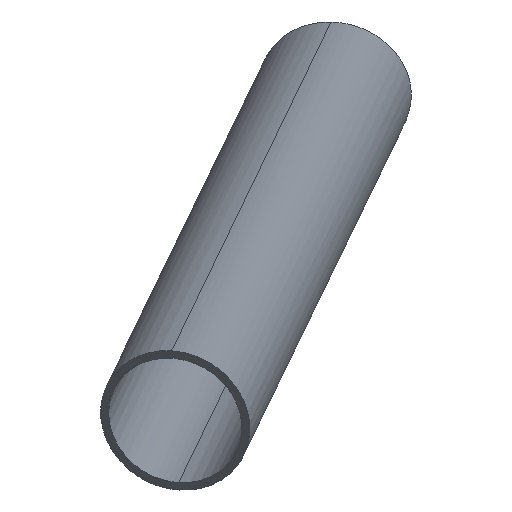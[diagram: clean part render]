
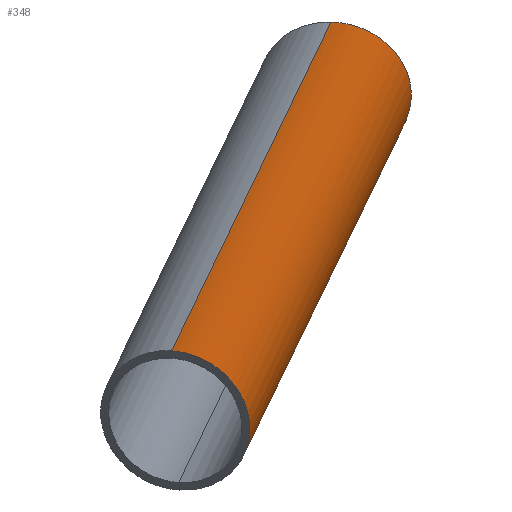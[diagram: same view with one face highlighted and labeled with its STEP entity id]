
A CAD part, left-side view. The second image highlights one B-rep face of the part: STEP entity #348.
In plain terms, the highlighted cylindrical face has radius 14 mm (diameter 28 mm), a partial arc.
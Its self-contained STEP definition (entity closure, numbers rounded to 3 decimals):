
#91=CARTESIAN_POINT('Vertex',(-1940.675,-303.548,120.283)) ;
#93=CARTESIAN_POINT('Vertex',(-1916.943,-304.944,94.959)) ;
#97=CARTESIAN_POINT('Control Point',(-1916.943,-304.944,94.959)) ;
#98=CARTESIAN_POINT('Control Point',(-1917.497,-305.896,94.899)) ;
#99=CARTESIAN_POINT('Control Point',(-1918.11,-306.82,94.918)) ;
#100=CARTESIAN_POINT('Control Point',(-1918.769,-307.706,95.009)) ;
#101=CARTESIAN_POINT('Control Point',(-1920.278,-309.541,95.347)) ;
#102=CARTESIAN_POINT('Control Point',(-1921.926,-311.178,95.958)) ;
#103=CARTESIAN_POINT('Control Point',(-1922.844,-312.001,96.358)) ;
#104=CARTESIAN_POINT('Control Point',(-1925.189,-313.9,97.514)) ;
#105=CARTESIAN_POINT('Control Point',(-1927.629,-315.404,99.027)) ;
#106=CARTESIAN_POINT('Control Point',(-1929.105,-316.158,100.045)) ;
#107=CARTESIAN_POINT('Control Point',(-1931.747,-317.234,102.051)) ;
#108=CARTESIAN_POINT('Control Point',(-1934.314,-317.761,104.341)) ;
#109=CARTESIAN_POINT('Control Point',(-1935.425,-317.88,105.406)) ;
#110=CARTESIAN_POINT('Control Point',(-1937.232,-317.867,107.272)) ;
#111=CARTESIAN_POINT('Control Point',(-1938.874,-317.455,109.233)) ;
#112=CARTESIAN_POINT('Control Point',(-1939.507,-317.217,110.041)) ;
#113=CARTESIAN_POINT('Control Point',(-1940.599,-316.637,111.548)) ;
#114=CARTESIAN_POINT('Control Point',(-1941.507,-315.784,113.045)) ;
#115=CARTESIAN_POINT('Control Point',(-1941.879,-315.332,113.726)) ;
#116=CARTESIAN_POINT('Control Point',(-1942.478,-314.363,114.984)) ;
#117=CARTESIAN_POINT('Control Point',(-1942.857,-313.19,116.149)) ;
#118=CARTESIAN_POINT('Control Point',(-1942.981,-312.595,116.671)) ;
#119=CARTESIAN_POINT('Control Point',(-1943.113,-311.346,117.632)) ;
#120=CARTESIAN_POINT('Control Point',(-1943.02,-309.987,118.435)) ;
#121=CARTESIAN_POINT('Control Point',(-1942.919,-309.296,118.788)) ;
#122=CARTESIAN_POINT('Control Point',(-1942.645,-308.042,119.337)) ;
#123=CARTESIAN_POINT('Control Point',(-1942.221,-306.777,119.737)) ;
#124=CARTESIAN_POINT('Control Point',(-1942.007,-306.22,119.885)) ;
#125=CARTESIAN_POINT('Control Point',(-1941.629,-305.345,120.076)) ;
#126=CARTESIAN_POINT('Control Point',(-1941.195,-304.484,120.199)) ;
#127=CARTESIAN_POINT('Control Point',(-1941.028,-304.169,120.236)) ;
#128=CARTESIAN_POINT('Control Point',(-1940.855,-303.857,120.264)) ;
#129=CARTESIAN_POINT('Control Point',(-1940.675,-303.548,120.283)) ;
#213=CARTESIAN_POINT('Line Origine',(-497191.24,28831.122,-60020.082)) ;
#217=CARTESIAN_POINT('Vertex',(-1444.389,-332.744,152.316)) ;
#220=CARTESIAN_POINT('Line Origine',(-497194.603,28831.32,-59992.285)) ;
#224=CARTESIAN_POINT('Vertex',(-1930.49,-304.147,121.519)) ;
#227=CARTESIAN_POINT('Line Origine',(-497194.603,28831.32,-59992.285)) ;
#231=CARTESIAN_POINT('Vertex',(-1447.622,-332.553,180.129)) ;
#286=CARTESIAN_POINT('Axis2P3D Location',(-1680.085,-318.878,137.811)) ;
#292=CARTESIAN_POINT('Control Point',(-1447.916,-335.711,179.749)) ;
#293=CARTESIAN_POINT('Control Point',(-1447.892,-336.611,179.549)) ;
#294=CARTESIAN_POINT('Control Point',(-1447.788,-337.504,179.282)) ;
#295=CARTESIAN_POINT('Control Point',(-1447.602,-338.371,178.952)) ;
#296=CARTESIAN_POINT('Control Point',(-1447.039,-340.168,178.117)) ;
#297=CARTESIAN_POINT('Control Point',(-1446.167,-341.752,177.061)) ;
#298=CARTESIAN_POINT('Control Point',(-1445.622,-342.53,176.442)) ;
#299=CARTESIAN_POINT('Control Point',(-1444.377,-343.979,175.088)) ;
#300=CARTESIAN_POINT('Control Point',(-1442.934,-345.109,173.604)) ;
#301=CARTESIAN_POINT('Control Point',(-1442.154,-345.608,172.813)) ;
#302=CARTESIAN_POINT('Control Point',(-1441.08,-346.166,171.73)) ;
#303=CARTESIAN_POINT('Control Point',(-1439.993,-346.58,170.6)) ;
#304=CARTESIAN_POINT('Control Point',(-1439.722,-346.675,170.315)) ;
#305=CARTESIAN_POINT('Control Point',(-1439.076,-346.879,169.625)) ;
#306=CARTESIAN_POINT('Control Point',(-1438.441,-347.03,168.91)) ;
#307=CARTESIAN_POINT('Control Point',(-1438.08,-347.1,168.485)) ;
#308=CARTESIAN_POINT('Control Point',(-1437.49,-347.184,167.745)) ;
#309=CARTESIAN_POINT('Control Point',(-1436.973,-347.203,166.952)) ;
#310=CARTESIAN_POINT('Control Point',(-1436.778,-347.198,166.617)) ;
#311=CARTESIAN_POINT('Control Point',(-1436.478,-347.166,166.007)) ;
#312=CARTESIAN_POINT('Control Point',(-1436.279,-347.087,165.365)) ;
#313=CARTESIAN_POINT('Control Point',(-1436.216,-347.044,165.083)) ;
#314=CARTESIAN_POINT('Control Point',(-1436.141,-346.94,164.519)) ;
#315=CARTESIAN_POINT('Control Point',(-1436.161,-346.803,163.958)) ;
#316=CARTESIAN_POINT('Control Point',(-1436.193,-346.728,163.684)) ;
#317=CARTESIAN_POINT('Control Point',(-1436.315,-346.529,163.02)) ;
#318=CARTESIAN_POINT('Control Point',(-1436.528,-346.297,162.387)) ;
#319=CARTESIAN_POINT('Control Point',(-1436.676,-346.15,162.021)) ;
#320=CARTESIAN_POINT('Control Point',(-1437.28,-345.573,160.709)) ;
#321=CARTESIAN_POINT('Control Point',(-1438.036,-344.886,159.524)) ;
#322=CARTESIAN_POINT('Control Point',(-1438.596,-344.331,158.704)) ;
#323=CARTESIAN_POINT('Control Point',(-1439.986,-342.832,156.806)) ;
#324=CARTESIAN_POINT('Control Point',(-1441.325,-340.992,155.195)) ;
#325=CARTESIAN_POINT('Control Point',(-1442.066,-339.781,154.35)) ;
#326=CARTESIAN_POINT('Control Point',(-1443.104,-337.691,153.253)) ;
#327=CARTESIAN_POINT('Control Point',(-1443.857,-335.368,152.603)) ;
#328=CARTESIAN_POINT('Control Point',(-1444.086,-334.504,152.434)) ;
#329=CARTESIAN_POINT('Control Point',(-1444.264,-333.625,152.338)) ;
#330=CARTESIAN_POINT('Control Point',(-1444.389,-332.744,152.316)) ;
#331=CARTESIAN_POINT('Vertex',(-1447.916,-335.711,179.749)) ;
#335=CARTESIAN_POINT('Control Point',(-1447.622,-332.553,180.129)) ;
#336=CARTESIAN_POINT('Control Point',(-1447.846,-333.611,180.109)) ;
#337=CARTESIAN_POINT('Control Point',(-1447.945,-334.68,179.979)) ;
#338=CARTESIAN_POINT('Control Point',(-1447.916,-335.711,179.749)) ;
#214=DIRECTION('Vector Direction',(-0.991,0.058,-0.12)) ;
#221=DIRECTION('Vector Direction',(-0.991,0.058,-0.12)) ;
#228=DIRECTION('Vector Direction',(-0.991,0.058,-0.12)) ;
#287=DIRECTION('Axis2P3D Direction',(-0.991,0.058,-0.12)) ;
#288=DIRECTION('Axis2P3D XDirection',(0.12,-0.007,-0.993)) ;
#289=AXIS2_PLACEMENT_3D('Cylinder Axis2P3D',#286,#287,#288) ;
#341=ORIENTED_EDGE('',*,*,#233,.T.) ;
#342=ORIENTED_EDGE('',*,*,#226,.T.) ;
#343=ORIENTED_EDGE('',*,*,#130,.F.) ;
#344=ORIENTED_EDGE('',*,*,#219,.F.) ;
#345=ORIENTED_EDGE('',*,*,#333,.F.) ;
#346=ORIENTED_EDGE('',*,*,#339,.F.) ;
#215=VECTOR('Line Direction',#214,1.) ;
#222=VECTOR('Line Direction',#221,1.) ;
#229=VECTOR('Line Direction',#228,1.) ;
#348=ADVANCED_FACE('Corps principal',(#347),#290,.T.) ;
#96=B_SPLINE_CURVE_WITH_KNOTS('',5,(#97,#98,#99,#100,#101,#102,#103,#104,#105,#106,#107,#108,#109,#110,#111,#112,#113,#114,#115,#116,#117,#118,#119,#120,#121,#122,#123,#124,#125,#126,#127,#128,#129),.UNSPECIFIED.,.F.,.U.,(6,3,3,3,3,3,3,3,3,3,6),(0.,7.802,16.927,30.604,41.461,48.878,55.19,60.823,66.324,70.657,73.189),.UNSPECIFIED.) ;
#291=B_SPLINE_CURVE_WITH_KNOTS('',5,(#292,#293,#294,#295,#296,#297,#298,#299,#300,#301,#302,#303,#304,#305,#306,#307,#308,#309,#310,#311,#312,#313,#314,#315,#316,#317,#318,#319,#320,#321,#322,#323,#324,#325,#326,#327,#328,#329,#330),.UNSPECIFIED.,.F.,.U.,(6,3,3,3,3,3,3,3,3,3,3,3,6),(0.,6.897,14.921,23.462,26.3,30.247,32.957,35.019,37.028,39.98,47.948,59.517,66.059),.UNSPECIFIED.) ;
#334=B_SPLINE_CURVE_WITH_KNOTS('',3,(#335,#336,#337,#338),.UNSPECIFIED.,.F.,.U.,(4,4),(0.,4.736),.UNSPECIFIED.) ;
#290=CYLINDRICAL_SURFACE('generated cylinder',#289,14.) ;
#130=EDGE_CURVE('',#94,#92,#96,.T.) ;
#219=EDGE_CURVE('',#218,#94,#216,.T.) ;
#226=EDGE_CURVE('',#225,#92,#223,.T.) ;
#233=EDGE_CURVE('',#232,#225,#230,.T.) ;
#333=EDGE_CURVE('',#332,#218,#291,.T.) ;
#339=EDGE_CURVE('',#232,#332,#334,.T.) ;
#340=EDGE_LOOP('',(#341,#342,#343,#344,#345,#346)) ;
#347=FACE_OUTER_BOUND('',#340,.T.) ;
#216=LINE('Line',#213,#215) ;
#223=LINE('Line',#220,#222) ;
#230=LINE('Line',#227,#229) ;
#92=VERTEX_POINT('',#91) ;
#94=VERTEX_POINT('',#93) ;
#218=VERTEX_POINT('',#217) ;
#225=VERTEX_POINT('',#224) ;
#232=VERTEX_POINT('',#231) ;
#332=VERTEX_POINT('',#331) ;
